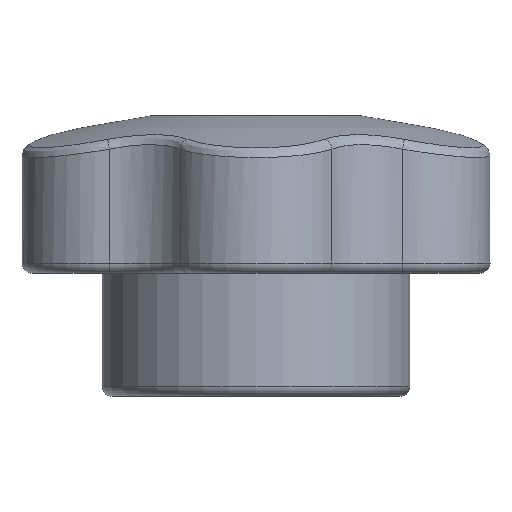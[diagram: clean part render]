
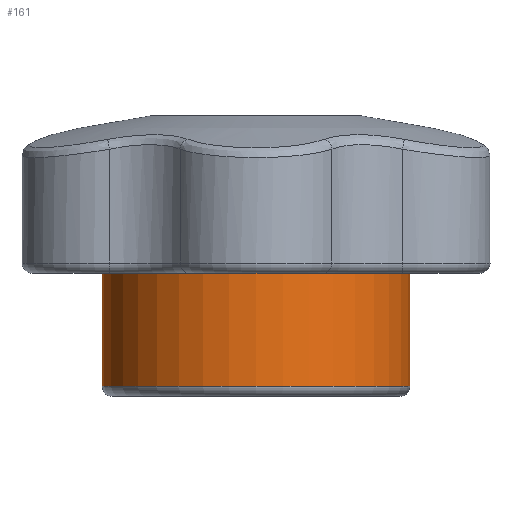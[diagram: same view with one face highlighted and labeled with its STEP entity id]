
A CAD part, left-side view. The second image highlights one B-rep face of the part: STEP entity #161.
In plain terms, the highlighted cylindrical face has radius 7.5 mm (diameter 15 mm), a full revolution.
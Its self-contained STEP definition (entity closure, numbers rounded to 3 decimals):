
#161 = ADVANCED_FACE( '', ( #327, #328 ), #329, .T. );
#327 = FACE_OUTER_BOUND( '', #2718, .T. );
#328 = FACE_OUTER_BOUND( '', #2719, .T. );
#329 = CYLINDRICAL_SURFACE( '', #2720, 7.5 );
#2718 = EDGE_LOOP( '', ( #3052 ) );
#2719 = EDGE_LOOP( '', ( #3053 ) );
#2720 = AXIS2_PLACEMENT_3D( '', #3054, #3055, #3056 );
#3052 = ORIENTED_EDGE( '', *, *, #3126, .T. );
#3053 = ORIENTED_EDGE( '', *, *, #3180, .F. );
#3054 = CARTESIAN_POINT( '', ( 0., 0., 14. ) );
#3055 = DIRECTION( '', ( 0., 0., -1. ) );
#3056 = DIRECTION( '', ( 1., 0., 0. ) );
#3126 = EDGE_CURVE( '', #3303, #3303, #3304, .T. );
#3180 = EDGE_CURVE( '', #3377, #3377, #3378, .T. );
#3303 = VERTEX_POINT( '', #4145 );
#3304 = CIRCLE( '', #4146, 7.5 );
#3377 = VERTEX_POINT( '', #4523 );
#3378 = CIRCLE( '', #4524, 7.5 );
#4145 = CARTESIAN_POINT( '', ( 7.5, 0., 0.5 ) );
#4146 = AXIS2_PLACEMENT_3D( '', #4909, #4910, #4911 );
#4523 = CARTESIAN_POINT( '', ( 7.5, 0., 6. ) );
#4524 = AXIS2_PLACEMENT_3D( '', #4993, #4994, #4995 );
#4909 = CARTESIAN_POINT( '', ( 0., 0., 0.5 ) );
#4910 = DIRECTION( '', ( 0., 0., 1. ) );
#4911 = DIRECTION( '', ( 1., 0., 0. ) );
#4993 = CARTESIAN_POINT( '', ( 0., 0., 6. ) );
#4994 = DIRECTION( '', ( 0., 0., 1. ) );
#4995 = DIRECTION( '', ( 1., 0., 0. ) );
